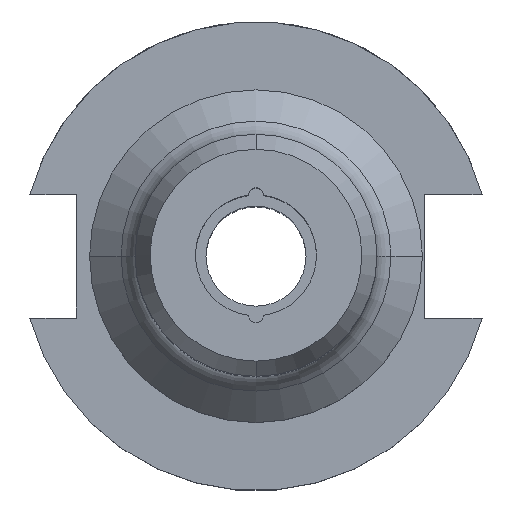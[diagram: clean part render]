
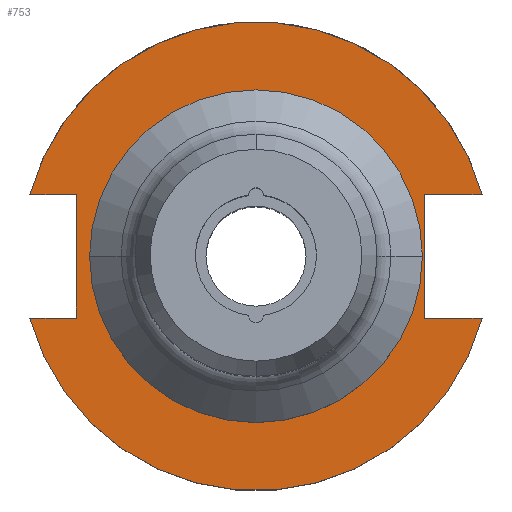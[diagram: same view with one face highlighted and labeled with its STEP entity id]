
A CAD part, top view. The second image highlights one B-rep face of the part: STEP entity #753.
In plain terms, the highlighted planar face has unit normal (0, 0, 1).
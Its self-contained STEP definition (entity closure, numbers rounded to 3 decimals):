
#28 = EDGE_CURVE ( 'NONE', #948, #1780, #792, .T. ) ;
#60 = CIRCLE ( 'NONE', #1743, 34.925 ) ;
#76 = DIRECTION ( 'NONE',  ( 0., 0., -1. ) ) ;
#95 = CARTESIAN_POINT ( 'NONE',  ( 35.306, 0., 19.05 ) ) ;
#129 = CARTESIAN_POINT ( 'NONE',  ( -47.477, -12.954, 19.05 ) ) ;
#150 = CARTESIAN_POINT ( 'NONE',  ( 0., 0., 19.05 ) ) ;
#196 = VECTOR ( 'NONE', #1000, 1000. ) ;
#198 = DIRECTION ( 'NONE',  ( -1., 0., 0. ) ) ;
#252 = CARTESIAN_POINT ( 'NONE',  ( 47.477, -12.954, 19.05 ) ) ;
#266 = CIRCLE ( 'NONE', #1920, 34.925 ) ;
#300 = CARTESIAN_POINT ( 'NONE',  ( -37.719, 12.954, 19.05 ) ) ;
#313 = CIRCLE ( 'NONE', #790, 49.213 ) ;
#314 = EDGE_CURVE ( 'NONE', #528, #853, #313, .T. ) ;
#322 = ORIENTED_EDGE ( 'NONE', *, *, #28, .T. ) ;
#325 = DIRECTION ( 'NONE',  ( 0., 0., -1. ) ) ;
#342 = CARTESIAN_POINT ( 'NONE',  ( 0., 34.925, 19.05 ) ) ;
#346 = CARTESIAN_POINT ( 'NONE',  ( 0., -12.954, 19.05 ) ) ;
#348 = CARTESIAN_POINT ( 'NONE',  ( 0., 0., 19.05 ) ) ;
#360 = CARTESIAN_POINT ( 'NONE',  ( -37.719, 0., 19.05 ) ) ;
#362 = CARTESIAN_POINT ( 'NONE',  ( 0., -34.925, 19.05 ) ) ;
#380 = EDGE_CURVE ( 'NONE', #853, #948, #638, .T. ) ;
#528 = VERTEX_POINT ( 'NONE', #1978 ) ;
#538 = ORIENTED_EDGE ( 'NONE', *, *, #380, .T. ) ;
#544 = EDGE_LOOP ( 'NONE', ( #322, #1582, #1800, #1316, #640, #2050, #1523, #538 ) ) ;
#545 = AXIS2_PLACEMENT_3D ( 'NONE', #1732, #750, #1889 ) ;
#548 = DIRECTION ( 'NONE',  ( 0., 0., 1. ) ) ;
#572 = DIRECTION ( 'NONE',  ( 1., 0., 0. ) ) ;
#638 = LINE ( 'NONE', #1519, #196 ) ;
#640 = ORIENTED_EDGE ( 'NONE', *, *, #1973, .T. ) ;
#656 = CIRCLE ( 'NONE', #545, 49.213 ) ;
#665 = EDGE_LOOP ( 'NONE', ( #1165, #1025 ) ) ;
#671 = DIRECTION ( 'NONE',  ( 1., 0., 0. ) ) ;
#706 = VERTEX_POINT ( 'NONE', #362 ) ;
#739 = CARTESIAN_POINT ( 'NONE',  ( 0., -12.954, 19.05 ) ) ;
#745 = LINE ( 'NONE', #1077, #1572 ) ;
#750 = DIRECTION ( 'NONE',  ( 0., 0., 1. ) ) ;
#753 = ADVANCED_FACE ( 'NONE', ( #1744, #870 ), #1348, .T. ) ;
#790 = AXIS2_PLACEMENT_3D ( 'NONE', #348, #548, #671 ) ;
#792 = LINE ( 'NONE', #360, #2088 ) ;
#842 = EDGE_CURVE ( 'NONE', #706, #1078, #266, .T. ) ;
#853 = VERTEX_POINT ( 'NONE', #1108 ) ;
#870 = FACE_OUTER_BOUND ( 'NONE', #544, .T. ) ;
#871 = VECTOR ( 'NONE', #198, 1000. ) ;
#941 = VERTEX_POINT ( 'NONE', #966 ) ;
#948 = VERTEX_POINT ( 'NONE', #300 ) ;
#962 = LINE ( 'NONE', #95, #1356 ) ;
#966 = CARTESIAN_POINT ( 'NONE',  ( 35.306, 12.954, 19.05 ) ) ;
#975 = VERTEX_POINT ( 'NONE', #129 ) ;
#1000 = DIRECTION ( 'NONE',  ( 1., 0., 0. ) ) ;
#1025 = ORIENTED_EDGE ( 'NONE', *, *, #1760, .T. ) ;
#1055 = CARTESIAN_POINT ( 'NONE',  ( 0., 0., 19.05 ) ) ;
#1077 = CARTESIAN_POINT ( 'NONE',  ( 0., 12.954, 19.05 ) ) ;
#1078 = VERTEX_POINT ( 'NONE', #342 ) ;
#1079 = DIRECTION ( 'NONE',  ( 0., 1., 0. ) ) ;
#1108 = CARTESIAN_POINT ( 'NONE',  ( -47.477, 12.954, 19.05 ) ) ;
#1119 = LINE ( 'NONE', #739, #1505 ) ;
#1133 = EDGE_CURVE ( 'NONE', #1780, #975, #1509, .T. ) ;
#1165 = ORIENTED_EDGE ( 'NONE', *, *, #842, .T. ) ;
#1191 = DIRECTION ( 'NONE',  ( 1., 0., 0. ) ) ;
#1230 = DIRECTION ( 'NONE',  ( 0., -1., 0. ) ) ;
#1267 = AXIS2_PLACEMENT_3D ( 'NONE', #2002, #1982, #1191 ) ;
#1281 = EDGE_CURVE ( 'NONE', #975, #1975, #656, .T. ) ;
#1316 = ORIENTED_EDGE ( 'NONE', *, *, #1895, .T. ) ;
#1319 = DIRECTION ( 'NONE',  ( 0., -1., 0. ) ) ;
#1348 = PLANE ( 'NONE',  #1267 ) ;
#1356 = VECTOR ( 'NONE', #1079, 1000. ) ;
#1438 = VERTEX_POINT ( 'NONE', #1577 ) ;
#1448 = EDGE_CURVE ( 'NONE', #941, #528, #745, .T. ) ;
#1505 = VECTOR ( 'NONE', #1877, 1000. ) ;
#1509 = LINE ( 'NONE', #346, #871 ) ;
#1519 = CARTESIAN_POINT ( 'NONE',  ( 0., 12.954, 19.05 ) ) ;
#1523 = ORIENTED_EDGE ( 'NONE', *, *, #314, .T. ) ;
#1572 = VECTOR ( 'NONE', #572, 1000. ) ;
#1577 = CARTESIAN_POINT ( 'NONE',  ( 35.306, -12.954, 19.05 ) ) ;
#1582 = ORIENTED_EDGE ( 'NONE', *, *, #1133, .T. ) ;
#1584 = DIRECTION ( 'NONE',  ( 0., -1., 0. ) ) ;
#1721 = CARTESIAN_POINT ( 'NONE',  ( -37.719, -12.954, 19.05 ) ) ;
#1732 = CARTESIAN_POINT ( 'NONE',  ( 0., 0., 19.05 ) ) ;
#1743 = AXIS2_PLACEMENT_3D ( 'NONE', #1055, #76, #1230 ) ;
#1744 = FACE_BOUND ( 'NONE', #665, .T. ) ;
#1760 = EDGE_CURVE ( 'NONE', #1078, #706, #60, .T. ) ;
#1780 = VERTEX_POINT ( 'NONE', #1721 ) ;
#1800 = ORIENTED_EDGE ( 'NONE', *, *, #1281, .T. ) ;
#1877 = DIRECTION ( 'NONE',  ( -1., 0., 0. ) ) ;
#1889 = DIRECTION ( 'NONE',  ( 1., 0., 0. ) ) ;
#1895 = EDGE_CURVE ( 'NONE', #1975, #1438, #1119, .T. ) ;
#1920 = AXIS2_PLACEMENT_3D ( 'NONE', #150, #325, #1319 ) ;
#1973 = EDGE_CURVE ( 'NONE', #1438, #941, #962, .T. ) ;
#1975 = VERTEX_POINT ( 'NONE', #252 ) ;
#1978 = CARTESIAN_POINT ( 'NONE',  ( 47.477, 12.954, 19.05 ) ) ;
#1982 = DIRECTION ( 'NONE',  ( 0., 0., 1. ) ) ;
#2002 = CARTESIAN_POINT ( 'NONE',  ( -48.047, -49.803, 19.05 ) ) ;
#2050 = ORIENTED_EDGE ( 'NONE', *, *, #1448, .T. ) ;
#2088 = VECTOR ( 'NONE', #1584, 1000. ) ;
